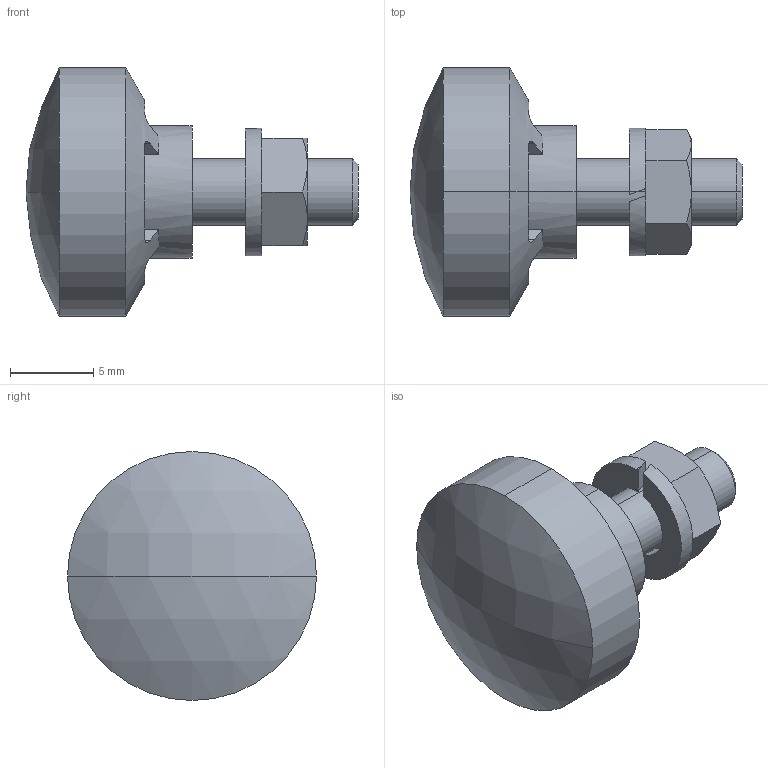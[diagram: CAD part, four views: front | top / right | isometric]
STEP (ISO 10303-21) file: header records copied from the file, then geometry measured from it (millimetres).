
FILE_DESCRIPTION (( 'STEP AP203' ), '1' );
FILE_NAME ('sone3D.STEP', '2014-02-04T08:42:21', ( '' ), ( '' ), 'SwSTEP 2.0', 'SolidWorks 2012', '' );
FILE_SCHEMA (( 'CONFIG_CONTROL_DESIGN' ));
Length unit declared in the file: millimetre
Products named in the file (3): sone3D; AP-38-3ネジ_; AP-38-3つまみ_
Assembly tree (2 placements, depth 2):
  sone3D
    AP-38-3つまみ_
    AP-38-3ネジ_
Bounding box: 20 x 15 x 15 mm (x, y, z)
Volume: 1402.9 mm3; surface area: 974.1 mm2
Topology: 2 solids, 2 shells, 63 faces, 168 edges, 110 vertices
Faces by surface type: cylinder 29, plane 26, cone 6, sphere 2
Entity records: 2372 total; most frequent: CARTESIAN_POINT 502, ORIENTED_EDGE 336, DIRECTION 335, EDGE_CURVE 168, AXIS2_PLACEMENT_3D 131, VERTEX_POINT 110, LINE 73, VECTOR 73
